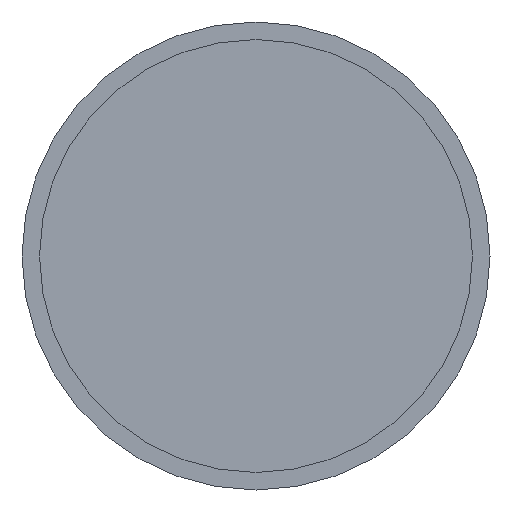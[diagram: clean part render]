
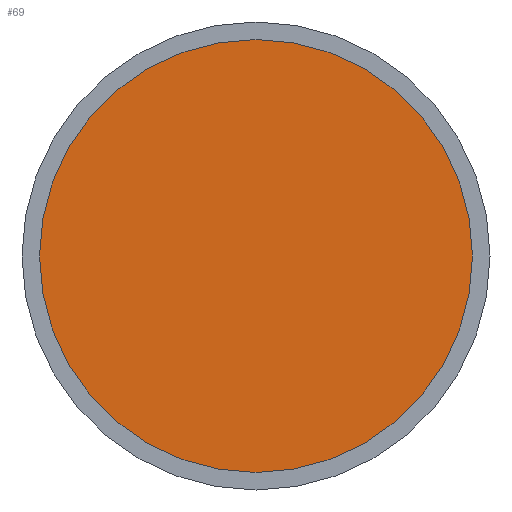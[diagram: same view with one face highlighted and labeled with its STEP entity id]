
A CAD part, front view. The second image highlights one B-rep face of the part: STEP entity #69.
In plain terms, the highlighted planar face has unit normal (0, -1, 0).
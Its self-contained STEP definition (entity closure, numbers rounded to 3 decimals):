
#69 = ADVANCED_FACE( '', ( #148 ), #149, .F. );
#148 = FACE_OUTER_BOUND( '', #265, .T. );
#149 = PLANE( '', #266 );
#265 = EDGE_LOOP( '', ( #379 ) );
#266 = AXIS2_PLACEMENT_3D( '', #380, #381, #382 );
#379 = ORIENTED_EDGE( '', *, *, #475, .T. );
#380 = CARTESIAN_POINT( '', ( 46.25, -3., 0. ) );
#381 = DIRECTION( '', ( 0., 1., 0. ) );
#382 = DIRECTION( '', ( 0., 0., 1. ) );
#475 = EDGE_CURVE( '', #547, #547, #548, .T. );
#547 = VERTEX_POINT( '', #628 );
#548 = CIRCLE( '', #629, 46.25 );
#628 = CARTESIAN_POINT( '', ( 0., -3., -46.25 ) );
#629 = AXIS2_PLACEMENT_3D( '', #704, #705, #706 );
#704 = CARTESIAN_POINT( '', ( 0., -3., 0. ) );
#705 = DIRECTION( '', ( 0., -1., 0. ) );
#706 = DIRECTION( '', ( 0., 0., -1. ) );
